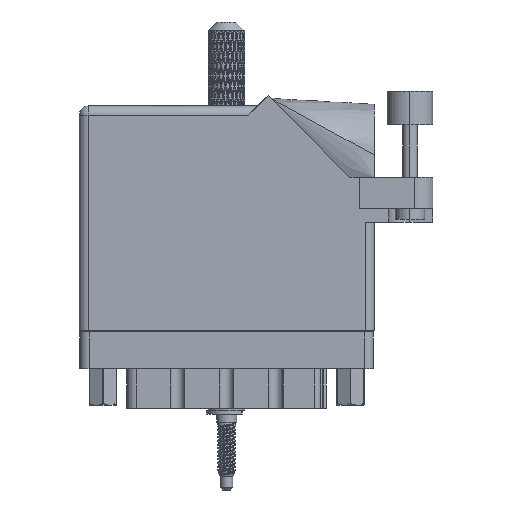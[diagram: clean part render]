
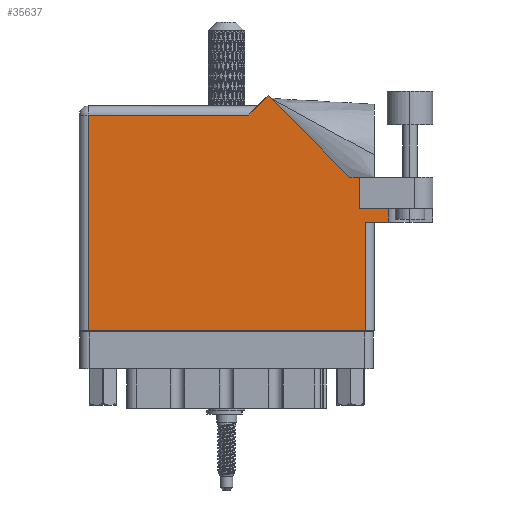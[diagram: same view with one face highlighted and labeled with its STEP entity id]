
A CAD part, front view. The second image highlights one B-rep face of the part: STEP entity #35637.
In plain terms, the highlighted face is planar.
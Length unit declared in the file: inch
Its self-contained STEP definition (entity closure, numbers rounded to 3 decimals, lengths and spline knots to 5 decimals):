
#659 = LINE ( 'NONE', #17780, #84639 ) ;
#4116 = CARTESIAN_POINT ( 'NONE',  ( 2.01, 0.737, 0. ) ) ;
#5291 = CARTESIAN_POINT ( 'NONE',  ( 1.948, 0.737, 0. ) ) ;
#7352 = DIRECTION ( 'NONE',  ( 0., 1., 0. ) ) ;
#10336 = DIRECTION ( 'NONE',  ( 0., -1., 0. ) ) ;
#10530 = VECTOR ( 'NONE', #63305, 39.37008 ) ;
#10610 = ORIENTED_EDGE ( 'NONE', *, *, #11557, .T. ) ;
#11557 = EDGE_CURVE ( 'NONE', #27232, #44734, #13376, .T. ) ;
#12991 = LINE ( 'NONE', #15348, #105367 ) ;
#13376 = LINE ( 'NONE', #28049, #10530 ) ;
#13741 = LINE ( 'NONE', #17790, #60085 ) ;
#14206 = CARTESIAN_POINT ( 'NONE',  ( 1.84442, 1.044, 0. ) ) ;
#15348 = CARTESIAN_POINT ( 'NONE',  ( 0., 1.468, 0. ) ) ;
#15724 = DIRECTION ( 'NONE',  ( 1., 0., 0. ) ) ;
#15836 = ORIENTED_EDGE ( 'NONE', *, *, #81599, .F. ) ;
#16470 = CARTESIAN_POINT ( 'NONE',  ( 0., 0., 0. ) ) ;
#17086 = DIRECTION ( 'NONE',  ( 0., 0., -1. ) ) ;
#17780 = CARTESIAN_POINT ( 'NONE',  ( 1.91, 0.831, 0. ) ) ;
#17790 = CARTESIAN_POINT ( 'NONE',  ( 0.062, 0., 0. ) ) ;
#19465 = CARTESIAN_POINT ( 'NONE',  ( 1.948, 0.737, 0. ) ) ;
#20052 = DIRECTION ( 'NONE',  ( -0.707, -0.707, 0. ) ) ;
#22253 = DIRECTION ( 'NONE',  ( 0., 1., 0. ) ) ;
#22834 = EDGE_CURVE ( 'NONE', #72052, #27232, #84722, .T. ) ;
#24741 = LINE ( 'NONE', #16470, #69566 ) ;
#25721 = EDGE_CURVE ( 'NONE', #114722, #42223, #12991, .T. ) ;
#27232 = VERTEX_POINT ( 'NONE', #14206 ) ;
#27889 = VECTOR ( 'NONE', #7352, 39.37008 ) ;
#28049 = CARTESIAN_POINT ( 'NONE',  ( 1.84442, 1.044, 0. ) ) ;
#28417 = FACE_OUTER_BOUND ( 'NONE', #105941, .T. ) ;
#30223 = ORIENTED_EDGE ( 'NONE', *, *, #96643, .T. ) ;
#31074 = ORIENTED_EDGE ( 'NONE', *, *, #70509, .T. ) ;
#31883 = VERTEX_POINT ( 'NONE', #41169 ) ;
#34691 = VERTEX_POINT ( 'NONE', #5291 ) ;
#35637 = ADVANCED_FACE ( 'NONE', ( #28417 ), #113749, .F. ) ;
#38793 = VERTEX_POINT ( 'NONE', #74566 ) ;
#40493 = ORIENTED_EDGE ( 'NONE', *, *, #42790, .T. ) ;
#41169 = CARTESIAN_POINT ( 'NONE',  ( 1.91, 0.831, 0. ) ) ;
#42043 = CARTESIAN_POINT ( 'NONE',  ( 2.41, 1.044, 0. ) ) ;
#42223 = VERTEX_POINT ( 'NONE', #50640 ) ;
#42790 = EDGE_CURVE ( 'NONE', #31883, #72052, #72722, .T. ) ;
#44134 = VECTOR ( 'NONE', #85449, 39.37008 ) ;
#44734 = VERTEX_POINT ( 'NONE', #77159 ) ;
#45285 = VECTOR ( 'NONE', #92912, 39.37008 ) ;
#50640 = CARTESIAN_POINT ( 'NONE',  ( 0.062, 1.468, 0. ) ) ;
#51921 = ORIENTED_EDGE ( 'NONE', *, *, #99951, .T. ) ;
#52306 = LINE ( 'NONE', #19465, #112325 ) ;
#52499 = ORIENTED_EDGE ( 'NONE', *, *, #98038, .F. ) ;
#54868 = VERTEX_POINT ( 'NONE', #72949 ) ;
#57914 = LINE ( 'NONE', #4116, #45285 ) ;
#59518 = EDGE_CURVE ( 'NONE', #66488, #115294, #24741, .T. ) ;
#60085 = VECTOR ( 'NONE', #10336, 39.37008 ) ;
#60246 = CARTESIAN_POINT ( 'NONE',  ( 0., 1.53, 0. ) ) ;
#60501 = AXIS2_PLACEMENT_3D ( 'NONE', #60246, #17086, #105881 ) ;
#60962 = ORIENTED_EDGE ( 'NONE', *, *, #59518, .T. ) ;
#62382 = CARTESIAN_POINT ( 'NONE',  ( 1.91, 1.044, 0. ) ) ;
#63305 = DIRECTION ( 'NONE',  ( -0.707, 0.707, 0. ) ) ;
#66058 = DIRECTION ( 'NONE',  ( 0., -1., 0. ) ) ;
#66254 = CARTESIAN_POINT ( 'NONE',  ( 1.155, 1.468, 0. ) ) ;
#66255 = VECTOR ( 'NONE', #66058, 39.37008 ) ;
#66488 = VERTEX_POINT ( 'NONE', #98629 ) ;
#66826 = CARTESIAN_POINT ( 'NONE',  ( 2.1115, 1.16177, 0. ) ) ;
#67328 = VECTOR ( 'NONE', #20052, 39.37008 ) ;
#69566 = VECTOR ( 'NONE', #15724, 39.37008 ) ;
#70509 = EDGE_CURVE ( 'NONE', #42223, #66488, #13741, .T. ) ;
#72052 = VERTEX_POINT ( 'NONE', #62382 ) ;
#72722 = LINE ( 'NONE', #87547, #27889 ) ;
#72949 = CARTESIAN_POINT ( 'NONE',  ( 2.1115, 0.737, 0. ) ) ;
#74566 = CARTESIAN_POINT ( 'NONE',  ( 2.1115, 0.831, 0. ) ) ;
#77117 = LINE ( 'NONE', #84621, #67328 ) ;
#77159 = CARTESIAN_POINT ( 'NONE',  ( 1.28771, 1.60071, 0. ) ) ;
#80387 = DIRECTION ( 'NONE',  ( 1., 0., 0. ) ) ;
#81599 = EDGE_CURVE ( 'NONE', #38793, #54868, #88528, .T. ) ;
#84621 = CARTESIAN_POINT ( 'NONE',  ( 1.217, 1.53, 0. ) ) ;
#84639 = VECTOR ( 'NONE', #80387, 39.37008 ) ;
#84722 = LINE ( 'NONE', #42043, #44134 ) ;
#85449 = DIRECTION ( 'NONE',  ( -1., 0., 0. ) ) ;
#87349 = DIRECTION ( 'NONE',  ( -1., 0., 0. ) ) ;
#87547 = CARTESIAN_POINT ( 'NONE',  ( 1.91, 0.831, 0. ) ) ;
#88328 = CARTESIAN_POINT ( 'NONE',  ( 1.948, 0., 0. ) ) ;
#88528 = LINE ( 'NONE', #66826, #66255 ) ;
#89949 = ORIENTED_EDGE ( 'NONE', *, *, #22834, .T. ) ;
#92912 = DIRECTION ( 'NONE',  ( 1., 0., 0. ) ) ;
#96643 = EDGE_CURVE ( 'NONE', #115294, #34691, #52306, .T. ) ;
#98038 = EDGE_CURVE ( 'NONE', #31883, #38793, #659, .T. ) ;
#98629 = CARTESIAN_POINT ( 'NONE',  ( 0.062, 0., 0. ) ) ;
#99951 = EDGE_CURVE ( 'NONE', #34691, #54868, #57914, .T. ) ;
#100719 = ORIENTED_EDGE ( 'NONE', *, *, #25721, .T. ) ;
#102401 = ORIENTED_EDGE ( 'NONE', *, *, #103039, .T. ) ;
#103039 = EDGE_CURVE ( 'NONE', #44734, #114722, #77117, .T. ) ;
#105367 = VECTOR ( 'NONE', #87349, 39.37008 ) ;
#105881 = DIRECTION ( 'NONE',  ( -1., 0., 0. ) ) ;
#105941 = EDGE_LOOP ( 'NONE', ( #60962, #30223, #51921, #15836, #52499, #40493, #89949, #10610, #102401, #100719, #31074 ) ) ;
#112325 = VECTOR ( 'NONE', #22253, 39.37008 ) ;
#113749 = PLANE ( 'NONE',  #60501 ) ;
#114722 = VERTEX_POINT ( 'NONE', #66254 ) ;
#115294 = VERTEX_POINT ( 'NONE', #88328 ) ;
